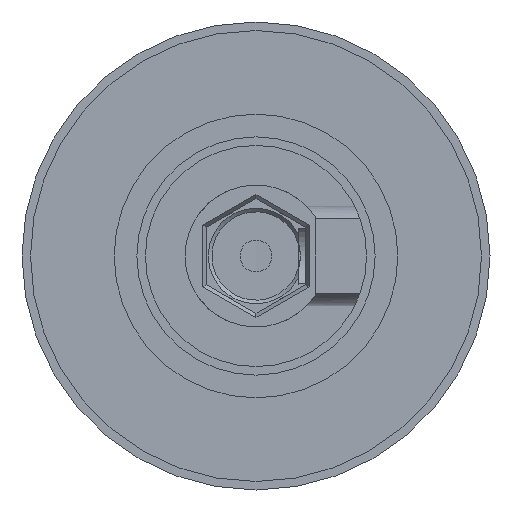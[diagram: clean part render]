
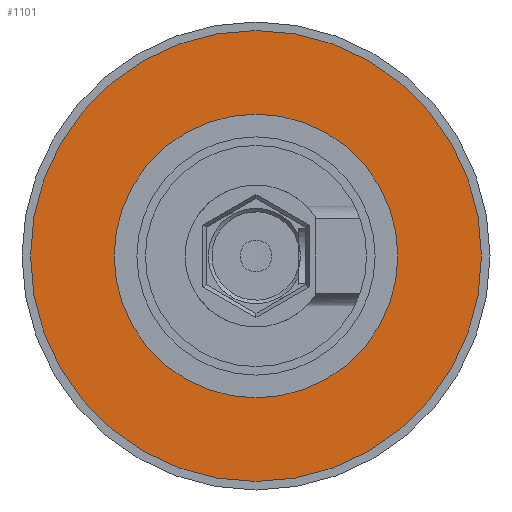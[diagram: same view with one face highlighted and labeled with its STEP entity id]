
A CAD part, front view. The second image highlights one B-rep face of the part: STEP entity #1101.
In plain terms, the highlighted planar face has unit normal (0, -1, 0).
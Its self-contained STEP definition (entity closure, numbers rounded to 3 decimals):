
#173 = EDGE_LOOP ( 'NONE', ( #4125 ) ) ;
#251 = DIRECTION ( 'NONE',  ( 0., 0., -1. ) ) ;
#1096 = VERTEX_POINT ( 'NONE', #2188 ) ;
#1101 = ADVANCED_FACE ( 'NONE', ( #2580, #2230 ), #2255, .T. ) ;
#1209 = ORIENTED_EDGE ( 'NONE', *, *, #3883, .F. ) ;
#1347 = CARTESIAN_POINT ( 'NONE',  ( 0., 1.7, 0. ) ) ;
#1842 = VERTEX_POINT ( 'NONE', #2263 ) ;
#1986 = AXIS2_PLACEMENT_3D ( 'NONE', #1347, #2166, #4217 ) ;
#2166 = DIRECTION ( 'NONE',  ( 0., 1., 0. ) ) ;
#2188 = CARTESIAN_POINT ( 'NONE',  ( 0., 1.7, 31.8 ) ) ;
#2230 = FACE_OUTER_BOUND ( 'NONE', #5251, .T. ) ;
#2255 = PLANE ( 'NONE',  #3878 ) ;
#2263 = CARTESIAN_POINT ( 'NONE',  ( 0., 1.7, 20. ) ) ;
#2554 = EDGE_CURVE ( 'NONE', #1842, #1842, #4387, .T. ) ;
#2580 = FACE_BOUND ( 'NONE', #173, .T. ) ;
#2609 = AXIS2_PLACEMENT_3D ( 'NONE', #5286, #4368, #4772 ) ;
#3086 = DIRECTION ( 'NONE',  ( 0., -1., 0. ) ) ;
#3878 = AXIS2_PLACEMENT_3D ( 'NONE', #3904, #3086, #251 ) ;
#3883 = EDGE_CURVE ( 'NONE', #1096, #1096, #4882, .T. ) ;
#3904 = CARTESIAN_POINT ( 'NONE',  ( -20., 1.7, 0. ) ) ;
#4125 = ORIENTED_EDGE ( 'NONE', *, *, #2554, .T. ) ;
#4217 = DIRECTION ( 'NONE',  ( 0., 0., 1. ) ) ;
#4368 = DIRECTION ( 'NONE',  ( 0., 1., 0. ) ) ;
#4387 = CIRCLE ( 'NONE', #2609, 20. ) ;
#4772 = DIRECTION ( 'NONE',  ( 0., 0., 1. ) ) ;
#4882 = CIRCLE ( 'NONE', #1986, 31.8 ) ;
#5251 = EDGE_LOOP ( 'NONE', ( #1209 ) ) ;
#5286 = CARTESIAN_POINT ( 'NONE',  ( 0., 1.7, 0. ) ) ;
